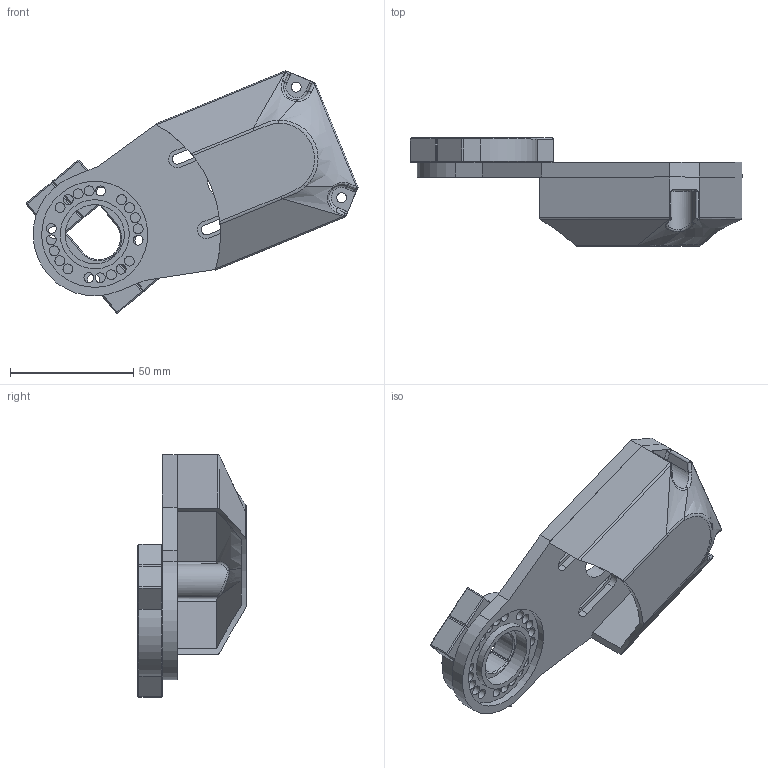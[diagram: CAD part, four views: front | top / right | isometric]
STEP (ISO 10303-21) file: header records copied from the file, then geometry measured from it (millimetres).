
FILE_DESCRIPTION(/* description */ (''),/* implementation_level */ '2;1');
FILE_NAME(/* name */ 'Bn mount.step',/* time_stamp */ '2023-03-07T07:31:08+11:00',/* author */ (''),/* organization */ (''),/* preprocessor_version */ 'ST-DEVELOPER v19.2',/* originating_system */ 'Autodesk Translation Framework v11.17.0.187',/* authorisation */ '');
FILE_SCHEMA (('AUTOMOTIVE_DESIGN { 1 0 10303 214 3 1 1 }'));
Length unit declared in the file: millimetre
Products named in the file (2): (Unsaved); caliber non ideler
Assembly tree (1 placements, depth 2):
  (Unsaved)
    caliber non ideler
Bounding box: 134.59 x 44 x 98.33 mm (x, y, z)
Volume: 64169.3 mm3; surface area: 39576.9 mm2
Topology: 4 solids, 4 shells, 262 faces, 668 edges, 400 vertices
Faces by surface type: plane 108, cylinder 87, cone 32, bspline 26, torus 6, sphere 3
Full cylindrical faces by diameter (mm): 4 x24, 5 x4, 24 x1, 28 x1, 43 x1
Entity records: 9348 total; most frequent: CARTESIAN_POINT 3115, ORIENTED_EDGE 1296, DIRECTION 1209, EDGE_CURVE 648, AXIS2_PLACEMENT_3D 431, VERTEX_POINT 400, LINE 347, VECTOR 347
